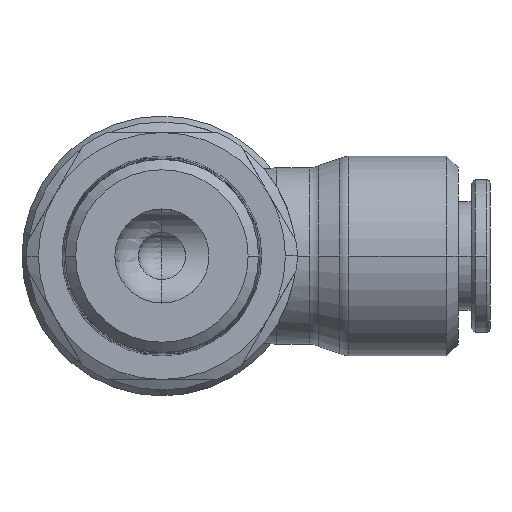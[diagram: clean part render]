
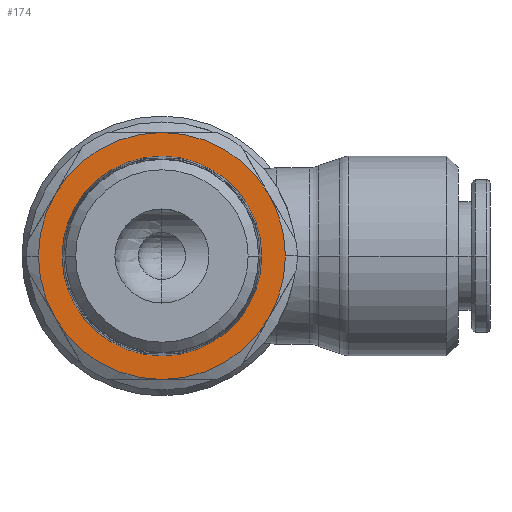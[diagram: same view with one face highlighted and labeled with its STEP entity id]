
A CAD part, front view. The second image highlights one B-rep face of the part: STEP entity #174.
In plain terms, the highlighted planar face has unit normal (0, -1, 0).
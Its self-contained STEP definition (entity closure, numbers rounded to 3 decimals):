
#174=ADVANCED_FACE('',(#464,#465),#466,.F.);
#464=FACE_BOUND('',#775,.T.);
#465=FACE_OUTER_BOUND('',#776,.T.);
#466=PLANE('',#777);
#775=EDGE_LOOP('',(#1811,#1812));
#776=EDGE_LOOP('',(#1813,#1814,#1815,#1816,#1817,#1818,#1819,#1820));
#777=AXIS2_PLACEMENT_3D('',#1821,#1822,#1823);
#1811=ORIENTED_EDGE('',*,*,#2071,.T.);
#1812=ORIENTED_EDGE('',*,*,#2254,.T.);
#1813=ORIENTED_EDGE('',*,*,#2263,.F.);
#1814=ORIENTED_EDGE('',*,*,#2265,.F.);
#1815=ORIENTED_EDGE('',*,*,#2269,.F.);
#1816=ORIENTED_EDGE('',*,*,#2272,.F.);
#1817=ORIENTED_EDGE('',*,*,#2063,.F.);
#1818=ORIENTED_EDGE('',*,*,#2277,.F.);
#1819=ORIENTED_EDGE('',*,*,#2281,.F.);
#1820=ORIENTED_EDGE('',*,*,#2065,.F.);
#1821=CARTESIAN_POINT('',(0.,-5.0,0.));
#1822=DIRECTION('',(0.,1.0,0.));
#1823=DIRECTION('',(0.0,0.,1.0));
#2063=EDGE_CURVE('',#2493,#2489,#2495,.T.);
#2065=EDGE_CURVE('',#2496,#2498,#2499,.T.);
#2071=EDGE_CURVE('',#2504,#2508,#2510,.T.);
#2254=EDGE_CURVE('',#2508,#2504,#2807,.T.);
#2263=EDGE_CURVE('',#2819,#2496,#2821,.T.);
#2265=EDGE_CURVE('',#2823,#2819,#2825,.T.);
#2269=EDGE_CURVE('',#2830,#2823,#2832,.T.);
#2272=EDGE_CURVE('',#2489,#2830,#2836,.T.);
#2277=EDGE_CURVE('',#2842,#2493,#2844,.T.);
#2281=EDGE_CURVE('',#2498,#2842,#2850,.T.);
#2489=VERTEX_POINT('',#3173);
#2493=VERTEX_POINT('',#3178);
#2495=CIRCLE('',#3191,10.5);
#2496=VERTEX_POINT('',#3192);
#2498=VERTEX_POINT('',#3195);
#2499=CIRCLE('',#3196,10.5);
#2504=VERTEX_POINT('',#3212);
#2508=VERTEX_POINT('',#3217);
#2510=CIRCLE('',#3220,8.494);
#2807=CIRCLE('',#3851,8.494);
#2819=VERTEX_POINT('',#3863);
#2821=CIRCLE('',#3876,10.5);
#2823=VERTEX_POINT('',#3878);
#2825=CIRCLE('',#3891,10.5);
#2830=VERTEX_POINT('',#3907);
#2832=CIRCLE('',#3920,10.5);
#2836=CIRCLE('',#3935,10.5);
#2842=VERTEX_POINT('',#3963);
#2844=CIRCLE('',#3976,10.5);
#2850=CIRCLE('',#4004,10.5);
#3173=CARTESIAN_POINT('',(-10.5,-5.0,0.));
#3178=CARTESIAN_POINT('',(-9.093,-5.0,-5.25));
#3191=AXIS2_PLACEMENT_3D('',#4373,#4374,#4375);
#3192=CARTESIAN_POINT('',(10.5,-5.0,0.));
#3195=CARTESIAN_POINT('',(9.093,-5.0,-5.25));
#3196=AXIS2_PLACEMENT_3D('',#4377,#4378,#4379);
#3212=CARTESIAN_POINT('',(8.494,-5.0,0.0));
#3217=CARTESIAN_POINT('',(-8.494,-5.0,0.));
#3220=AXIS2_PLACEMENT_3D('',#4388,#4389,#4390);
#3851=AXIS2_PLACEMENT_3D('',#4819,#4820,#4821);
#3863=CARTESIAN_POINT('',(9.093,-5.0,5.25));
#3876=AXIS2_PLACEMENT_3D('',#4843,#4844,#4845);
#3878=CARTESIAN_POINT('',(0.,-5.0,10.5));
#3891=AXIS2_PLACEMENT_3D('',#4846,#4847,#4848);
#3907=CARTESIAN_POINT('',(-9.093,-5.0,5.25));
#3920=AXIS2_PLACEMENT_3D('',#4852,#4853,#4854);
#3935=AXIS2_PLACEMENT_3D('',#4858,#4859,#4860);
#3963=CARTESIAN_POINT('',(0.0,-5.0,-10.5));
#3976=AXIS2_PLACEMENT_3D('',#4864,#4865,#4866);
#4004=AXIS2_PLACEMENT_3D('',#4870,#4871,#4872);
#4373=CARTESIAN_POINT('',(0.0,-5.0,0.0));
#4374=DIRECTION('',(0.,1.0,0.));
#4375=DIRECTION('',(1.0,0.,0.));
#4377=CARTESIAN_POINT('',(0.0,-5.0,0.0));
#4378=DIRECTION('',(0.,1.0,0.));
#4379=DIRECTION('',(1.0,0.,0.));
#4388=CARTESIAN_POINT('',(0.0,-5.0,0.0));
#4389=DIRECTION('',(0.,1.0,0.));
#4390=DIRECTION('',(1.0,0.,0.));
#4819=CARTESIAN_POINT('',(0.0,-5.0,0.0));
#4820=DIRECTION('',(0.,1.0,0.));
#4821=DIRECTION('',(1.0,0.,0.));
#4843=CARTESIAN_POINT('',(0.0,-5.0,0.0));
#4844=DIRECTION('',(0.,1.0,0.));
#4845=DIRECTION('',(1.0,0.,0.));
#4846=CARTESIAN_POINT('',(0.0,-5.0,0.0));
#4847=DIRECTION('',(0.,1.0,0.));
#4848=DIRECTION('',(1.0,0.,0.));
#4852=CARTESIAN_POINT('',(0.0,-5.0,0.0));
#4853=DIRECTION('',(0.,1.0,0.));
#4854=DIRECTION('',(1.0,0.,0.));
#4858=CARTESIAN_POINT('',(0.0,-5.0,0.0));
#4859=DIRECTION('',(0.,1.0,0.));
#4860=DIRECTION('',(1.0,0.,0.));
#4864=CARTESIAN_POINT('',(0.0,-5.0,0.0));
#4865=DIRECTION('',(0.,1.0,0.));
#4866=DIRECTION('',(1.0,0.,0.));
#4870=CARTESIAN_POINT('',(0.0,-5.0,0.0));
#4871=DIRECTION('',(0.,1.0,0.));
#4872=DIRECTION('',(1.0,0.,0.));
